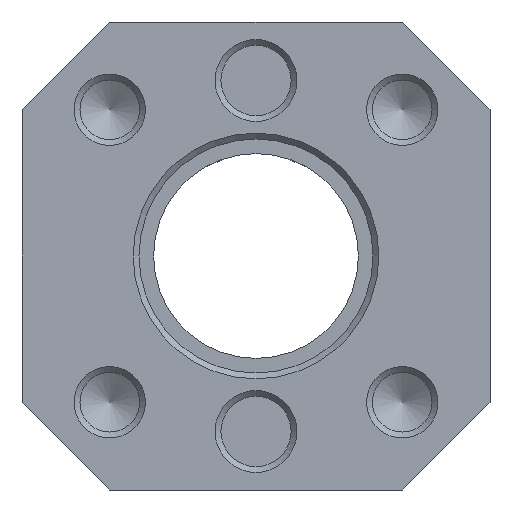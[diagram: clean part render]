
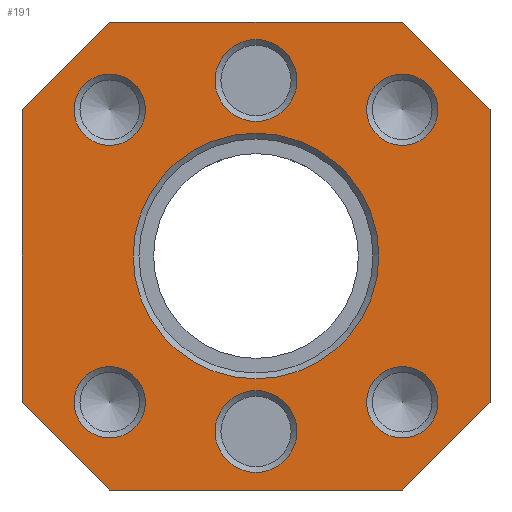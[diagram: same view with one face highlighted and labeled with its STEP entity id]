
A CAD part, front view. The second image highlights one B-rep face of the part: STEP entity #191.
In plain terms, the highlighted planar face has unit normal (0, -1, 0).
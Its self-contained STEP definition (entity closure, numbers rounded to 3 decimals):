
#191 = ADVANCED_FACE( '', ( #510, #511, #512, #513, #514, #515, #516, #517 ), #518, .T. );
#510 = FACE_BOUND( '', #1103, .T. );
#511 = FACE_BOUND( '', #1104, .T. );
#512 = FACE_BOUND( '', #1105, .T. );
#513 = FACE_BOUND( '', #1106, .T. );
#514 = FACE_BOUND( '', #1107, .T. );
#515 = FACE_BOUND( '', #1108, .T. );
#516 = FACE_BOUND( '', #1109, .T. );
#517 = FACE_OUTER_BOUND( '', #1110, .T. );
#518 = PLANE( '', #1111 );
#1103 = EDGE_LOOP( '', ( #2019 ) );
#1104 = EDGE_LOOP( '', ( #2020 ) );
#1105 = EDGE_LOOP( '', ( #2021 ) );
#1106 = EDGE_LOOP( '', ( #2022 ) );
#1107 = EDGE_LOOP( '', ( #2023 ) );
#1108 = EDGE_LOOP( '', ( #2024 ) );
#1109 = EDGE_LOOP( '', ( #2025 ) );
#1110 = EDGE_LOOP( '', ( #2026, #2027, #2028, #2029, #2030, #2031, #2032, #2033 ) );
#1111 = AXIS2_PLACEMENT_3D( '', #2034, #2035, #2036 );
#2019 = ORIENTED_EDGE( '', *, *, #2711, .T. );
#2020 = ORIENTED_EDGE( '', *, *, #2656, .T. );
#2021 = ORIENTED_EDGE( '', *, *, #2706, .T. );
#2022 = ORIENTED_EDGE( '', *, *, #2712, .T. );
#2023 = ORIENTED_EDGE( '', *, *, #2713, .T. );
#2024 = ORIENTED_EDGE( '', *, *, #2714, .T. );
#2025 = ORIENTED_EDGE( '', *, *, #2715, .T. );
#2026 = ORIENTED_EDGE( '', *, *, #2652, .T. );
#2027 = ORIENTED_EDGE( '', *, *, #2716, .T. );
#2028 = ORIENTED_EDGE( '', *, *, #2686, .T. );
#2029 = ORIENTED_EDGE( '', *, *, #2717, .T. );
#2030 = ORIENTED_EDGE( '', *, *, #2700, .T. );
#2031 = ORIENTED_EDGE( '', *, *, #2718, .T. );
#2032 = ORIENTED_EDGE( '', *, *, #2719, .T. );
#2033 = ORIENTED_EDGE( '', *, *, #2720, .T. );
#2034 = CARTESIAN_POINT( '', ( -40., -225.5, -40. ) );
#2035 = DIRECTION( '', ( 0., -1., 0. ) );
#2036 = DIRECTION( '', ( 0., 0., -1. ) );
#2652 = EDGE_CURVE( '', #2953, #2951, #2954, .T. );
#2656 = EDGE_CURVE( '', #2959, #2959, #2960, .F. );
#2686 = EDGE_CURVE( '', #3009, #3010, #3011, .T. );
#2700 = EDGE_CURVE( '', #3035, #3036, #3037, .T. );
#2706 = EDGE_CURVE( '', #3046, #3046, #3047, .F. );
#2711 = EDGE_CURVE( '', #3054, #3054, #3055, .F. );
#2712 = EDGE_CURVE( '', #3056, #3056, #3057, .F. );
#2713 = EDGE_CURVE( '', #3058, #3058, #3059, .F. );
#2714 = EDGE_CURVE( '', #3060, #3060, #3061, .F. );
#2715 = EDGE_CURVE( '', #3062, #3062, #3063, .F. );
#2716 = EDGE_CURVE( '', #2951, #3009, #3064, .F. );
#2717 = EDGE_CURVE( '', #3010, #3035, #3065, .F. );
#2718 = EDGE_CURVE( '', #3036, #3066, #3067, .F. );
#2719 = EDGE_CURVE( '', #3066, #3068, #3069, .T. );
#2720 = EDGE_CURVE( '', #3068, #2953, #3070, .F. );
#2951 = VERTEX_POINT( '', #3487 );
#2953 = VERTEX_POINT( '', #3490 );
#2954 = LINE( '', #3491, #3492 );
#2959 = VERTEX_POINT( '', #3498 );
#2960 = CIRCLE( '', #3499, 6.1 );
#3009 = VERTEX_POINT( '', #3741 );
#3010 = VERTEX_POINT( '', #3742 );
#3011 = LINE( '', #3743, #3744 );
#3035 = VERTEX_POINT( '', #3771 );
#3036 = VERTEX_POINT( '', #3772 );
#3037 = LINE( '', #3773, #3774 );
#3046 = VERTEX_POINT( '', #3786 );
#3047 = CIRCLE( '', #3787, 7. );
#3054 = VERTEX_POINT( '', #3794 );
#3055 = CIRCLE( '', #3795, 21. );
#3056 = VERTEX_POINT( '', #3796 );
#3057 = CIRCLE( '', #3797, 6.1 );
#3058 = VERTEX_POINT( '', #3798 );
#3059 = CIRCLE( '', #3799, 6.1 );
#3060 = VERTEX_POINT( '', #3800 );
#3061 = CIRCLE( '', #3801, 7. );
#3062 = VERTEX_POINT( '', #3802 );
#3063 = CIRCLE( '', #3803, 6.1 );
#3064 = LINE( '', #3804, #3805 );
#3065 = LINE( '', #3806, #3807 );
#3066 = VERTEX_POINT( '', #3808 );
#3067 = LINE( '', #3809, #3810 );
#3068 = VERTEX_POINT( '', #3811 );
#3069 = LINE( '', #3812, #3813 );
#3070 = LINE( '', #3814, #3815 );
#3487 = CARTESIAN_POINT( '', ( -40., -225.5, -25. ) );
#3490 = CARTESIAN_POINT( '', ( -40., -225.5, 25. ) );
#3491 = CARTESIAN_POINT( '', ( -40., -225.5, 40. ) );
#3492 = VECTOR( '', #5021, 1000. );
#3498 = CARTESIAN_POINT( '', ( -25., -225.5, -31.1 ) );
#3499 = AXIS2_PLACEMENT_3D( '', #5026, #5027, #5028 );
#3741 = CARTESIAN_POINT( '', ( -25., -225.5, -40. ) );
#3742 = CARTESIAN_POINT( '', ( 25., -225.5, -40. ) );
#3743 = CARTESIAN_POINT( '', ( -40., -225.5, -40. ) );
#3744 = VECTOR( '', #5074, 1000. );
#3771 = CARTESIAN_POINT( '', ( 40., -225.5, -25. ) );
#3772 = CARTESIAN_POINT( '', ( 40., -225.5, 25. ) );
#3773 = CARTESIAN_POINT( '', ( 40., -225.5, -40. ) );
#3774 = VECTOR( '', #5102, 1000. );
#3786 = CARTESIAN_POINT( '', ( 0., -225.5, -37. ) );
#3787 = AXIS2_PLACEMENT_3D( '', #5109, #5110, #5111 );
#3794 = CARTESIAN_POINT( '', ( 0., -225.5, -21. ) );
#3795 = AXIS2_PLACEMENT_3D( '', #5118, #5119, #5120 );
#3796 = CARTESIAN_POINT( '', ( 25., -225.5, -31.1 ) );
#3797 = AXIS2_PLACEMENT_3D( '', #5121, #5122, #5123 );
#3798 = CARTESIAN_POINT( '', ( 25., -225.5, 18.9 ) );
#3799 = AXIS2_PLACEMENT_3D( '', #5124, #5125, #5126 );
#3800 = CARTESIAN_POINT( '', ( 0., -225.5, 23. ) );
#3801 = AXIS2_PLACEMENT_3D( '', #5127, #5128, #5129 );
#3802 = CARTESIAN_POINT( '', ( -25., -225.5, 18.9 ) );
#3803 = AXIS2_PLACEMENT_3D( '', #5130, #5131, #5132 );
#3804 = CARTESIAN_POINT( '', ( -32.5, -225.5, -32.5 ) );
#3805 = VECTOR( '', #5133, 1000. );
#3806 = CARTESIAN_POINT( '', ( -7.5, -225.5, -72.5 ) );
#3807 = VECTOR( '', #5134, 1000. );
#3808 = CARTESIAN_POINT( '', ( 25., -225.5, 40. ) );
#3809 = CARTESIAN_POINT( '', ( 32.5, -225.5, 32.5 ) );
#3810 = VECTOR( '', #5135, 1000. );
#3811 = CARTESIAN_POINT( '', ( -25., -225.5, 40. ) );
#3812 = CARTESIAN_POINT( '', ( 40., -225.5, 40. ) );
#3813 = VECTOR( '', #5136, 1000. );
#3814 = CARTESIAN_POINT( '', ( -72.5, -225.5, -7.5 ) );
#3815 = VECTOR( '', #5137, 1000. );
#5021 = DIRECTION( '', ( 0., 0., -1. ) );
#5026 = CARTESIAN_POINT( '', ( -25., -225.5, -25. ) );
#5027 = DIRECTION( '', ( 0., -1., 0. ) );
#5028 = DIRECTION( '', ( 0., 0., -1. ) );
#5074 = DIRECTION( '', ( 1., 0., 0. ) );
#5102 = DIRECTION( '', ( 0., 0., 1. ) );
#5109 = CARTESIAN_POINT( '', ( 0., -225.5, -30. ) );
#5110 = DIRECTION( '', ( 0., -1., 0. ) );
#5111 = DIRECTION( '', ( 0., 0., -1. ) );
#5118 = CARTESIAN_POINT( '', ( 0., -225.5, 0. ) );
#5119 = DIRECTION( '', ( 0., -1., 0. ) );
#5120 = DIRECTION( '', ( 0., 0., -1. ) );
#5121 = CARTESIAN_POINT( '', ( 25., -225.5, -25. ) );
#5122 = DIRECTION( '', ( 0., -1., 0. ) );
#5123 = DIRECTION( '', ( 0., 0., -1. ) );
#5124 = CARTESIAN_POINT( '', ( 25., -225.5, 25. ) );
#5125 = DIRECTION( '', ( 0., -1., 0. ) );
#5126 = DIRECTION( '', ( 0., 0., -1. ) );
#5127 = CARTESIAN_POINT( '', ( 0., -225.5, 30. ) );
#5128 = DIRECTION( '', ( 0., -1., 0. ) );
#5129 = DIRECTION( '', ( 0., 0., -1. ) );
#5130 = CARTESIAN_POINT( '', ( -25., -225.5, 25. ) );
#5131 = DIRECTION( '', ( 0., -1., 0. ) );
#5132 = DIRECTION( '', ( 0., 0., -1. ) );
#5133 = DIRECTION( '', ( -0.707, 0., 0.707 ) );
#5134 = DIRECTION( '', ( -0.707, 0., -0.707 ) );
#5135 = DIRECTION( '', ( 0.707, 0., -0.707 ) );
#5136 = DIRECTION( '', ( -1., 0., 0. ) );
#5137 = DIRECTION( '', ( 0.707, 0., 0.707 ) );
